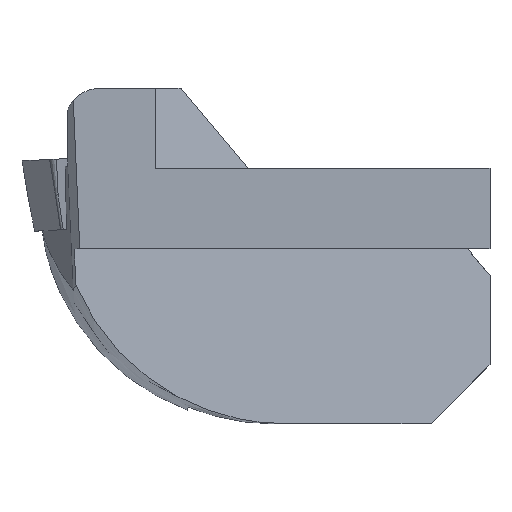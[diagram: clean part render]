
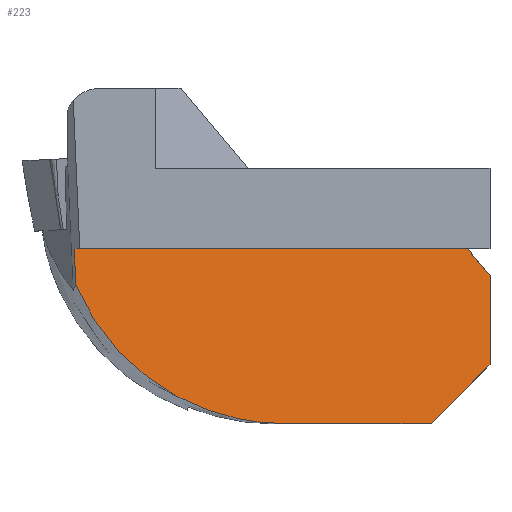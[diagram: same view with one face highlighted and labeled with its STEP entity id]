
A CAD part, top view. The second image highlights one B-rep face of the part: STEP entity #223.
In plain terms, the highlighted planar face has unit normal (0, 0.139, 0.99).
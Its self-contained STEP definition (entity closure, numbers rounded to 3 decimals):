
#157=B_SPLINE_CURVE_WITH_KNOTS('',3,(#2037,#2038,#2039,#2040,#2041,#2042),
 .UNSPECIFIED.,.F.,.F.,(4,2,4),(0.,0.5,1.),.UNSPECIFIED.);
#223=ADVANCED_FACE('',(#339),#290,.T.);
#290=PLANE('',#1452);
#339=FACE_OUTER_BOUND('',#398,.T.);
#398=EDGE_LOOP('',(#545,#546,#547,#548,#549,#550,#551));
#545=ORIENTED_EDGE('',*,*,#1004,.F.);
#546=ORIENTED_EDGE('',*,*,#1005,.T.);
#547=ORIENTED_EDGE('',*,*,#978,.T.);
#548=ORIENTED_EDGE('',*,*,#1006,.F.);
#549=ORIENTED_EDGE('',*,*,#1007,.F.);
#550=ORIENTED_EDGE('',*,*,#1008,.T.);
#551=ORIENTED_EDGE('',*,*,#1009,.T.);
#853=VERTEX_POINT('',#1944);
#854=VERTEX_POINT('',#1946);
#876=VERTEX_POINT('',#2035);
#877=VERTEX_POINT('',#2036);
#878=VERTEX_POINT('',#2044);
#879=VERTEX_POINT('',#2046);
#880=VERTEX_POINT('',#2048);
#978=EDGE_CURVE('',#854,#853,#1148,.T.);
#1004=EDGE_CURVE('',#876,#877,#1160,.T.);
#1005=EDGE_CURVE('',#876,#854,#157,.T.);
#1006=EDGE_CURVE('',#878,#853,#1161,.T.);
#1007=EDGE_CURVE('',#879,#878,#1162,.T.);
#1008=EDGE_CURVE('',#879,#880,#1163,.T.);
#1009=EDGE_CURVE('',#880,#877,#1164,.T.);
#1148=LINE('',#1945,#1258);
#1160=LINE('',#2034,#1270);
#1161=LINE('',#2043,#1271);
#1162=LINE('',#2045,#1272);
#1163=LINE('',#2047,#1273);
#1164=LINE('',#2049,#1274);
#1258=VECTOR('',#1592,1.);
#1270=VECTOR('',#1622,1.);
#1271=VECTOR('',#1623,1.);
#1272=VECTOR('',#1624,1.);
#1273=VECTOR('',#1625,1.);
#1274=VECTOR('',#1626,1.);
#1452=AXIS2_PLACEMENT_3D('',#2050,#1627,#1628);
#1592=DIRECTION('',(1.,0.,0.));
#1622=DIRECTION('',(-0.051,0.989,-0.139));
#1623=DIRECTION('',(-0.704,-0.704,0.099));
#1624=DIRECTION('',(0.,-0.99,0.139));
#1625=DIRECTION('',(-0.639,0.762,-0.107));
#1626=DIRECTION('',(-1.,0.,0.));
#1627=DIRECTION('',(0.,0.139,0.99));
#1628=DIRECTION('',(0.,-0.99,0.139));
#1944=CARTESIAN_POINT('',(5.45,-14.3,1.377));
#1945=CARTESIAN_POINT('',(-2.91,-14.3,1.377));
#1946=CARTESIAN_POINT('',(-2.78,-14.3,1.377));
#2034=CARTESIAN_POINT('',(-14.54,-5.084,0.082));
#2035=CARTESIAN_POINT('',(-14.465,-6.545,0.287));
#2036=CARTESIAN_POINT('',(-14.57,-4.5,0.));
#2037=CARTESIAN_POINT('',(-14.465,-6.545,0.287));
#2038=CARTESIAN_POINT('',(-13.493,-8.832,0.609));
#2039=CARTESIAN_POINT('',(-11.862,-10.791,0.884));
#2040=CARTESIAN_POINT('',(-7.757,-13.533,1.269));
#2041=CARTESIAN_POINT('',(-5.286,-14.3,1.377));
#2042=CARTESIAN_POINT('',(-2.78,-14.3,1.377));
#2043=CARTESIAN_POINT('',(6.259,-13.491,1.264));
#2044=CARTESIAN_POINT('',(8.75,-11.,0.914));
#2045=CARTESIAN_POINT('',(8.75,-4.5,0.));
#2046=CARTESIAN_POINT('',(8.75,-6.,0.211));
#2047=CARTESIAN_POINT('',(3.243,0.563,-0.712));
#2048=CARTESIAN_POINT('',(7.491,-4.5,0.));
#2049=CARTESIAN_POINT('',(-21.45,-4.5,0.));
#2050=CARTESIAN_POINT('',(-2.91,-4.5,0.));
